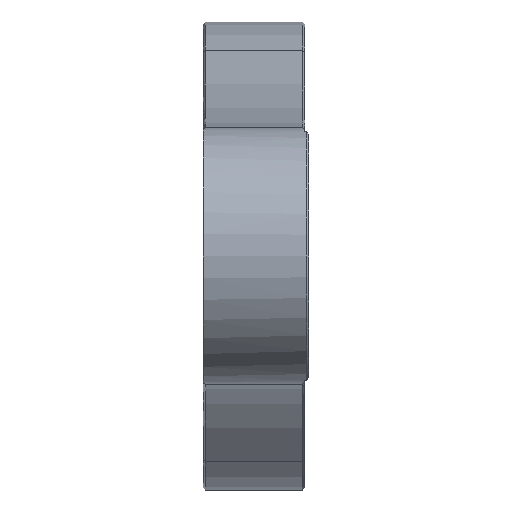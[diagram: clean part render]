
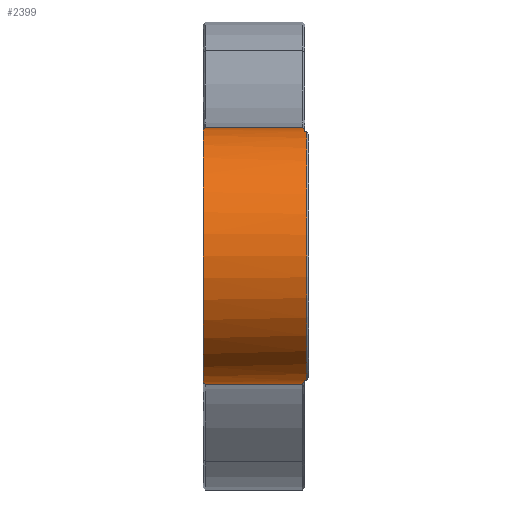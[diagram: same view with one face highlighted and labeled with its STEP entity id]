
A CAD part, left-side view. The second image highlights one B-rep face of the part: STEP entity #2399.
In plain terms, the highlighted cylindrical face has radius 14.5 mm (diameter 29 mm), a partial arc.
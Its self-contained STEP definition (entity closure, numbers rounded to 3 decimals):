
#26 = CARTESIAN_POINT ( 'NONE',  ( -56.643, 11.75, 14.496 ) ) ;
#30 = CARTESIAN_POINT ( 'NONE',  ( -56.3, 0.5, 0. ) ) ;
#34 = CIRCLE ( 'NONE', #1334, 14.5 ) ;
#67 = CARTESIAN_POINT ( 'NONE',  ( -58.126, 11.854, -14.403 ) ) ;
#94 = LINE ( 'NONE', #565, #831 ) ;
#105 = VECTOR ( 'NONE', #507, 1000. ) ;
#143 = EDGE_CURVE ( 'NONE', #2893, #1114, #2961, .T. ) ;
#176 = VERTEX_POINT ( 'NONE', #1407 ) ;
#205 = CARTESIAN_POINT ( 'NONE',  ( -56.3, 0., 0. ) ) ;
#207 = CARTESIAN_POINT ( 'NONE',  ( -56.3, 0.25, 0. ) ) ;
#243 = AXIS2_PLACEMENT_3D ( 'NONE', #658, #1661, #444 ) ;
#270 = CARTESIAN_POINT ( 'NONE',  ( -58.849, 12., -14.274 ) ) ;
#323 = EDGE_CURVE ( 'NONE', #1067, #3077, #34, .T. ) ;
#392 = EDGE_LOOP ( 'NONE', ( #1835, #1423, #412, #660, #1426, #2897, #2680, #3236, #2802, #3182, #1941, #2057 ) ) ;
#400 = CARTESIAN_POINT ( 'NONE',  ( -57.391, 0.731, 14.478 ) ) ;
#412 = ORIENTED_EDGE ( 'NONE', *, *, #1230, .T. ) ;
#432 = CIRCLE ( 'NONE', #3148, 14.5 ) ;
#444 = DIRECTION ( 'NONE',  ( 0., 0., -1. ) ) ;
#453 = VECTOR ( 'NONE', #3207, 1000. ) ;
#473 = EDGE_CURVE ( 'NONE', #1533, #1067, #956, .T. ) ;
#475 = DIRECTION ( 'NONE',  ( 0., 1., 0. ) ) ;
#507 = DIRECTION ( 'NONE',  ( 0., 1., 0. ) ) ;
#510 = CARTESIAN_POINT ( 'NONE',  ( -58.126, 0.646, -14.403 ) ) ;
#545 = CARTESIAN_POINT ( 'NONE',  ( -58.849, 0.5, -14.274 ) ) ;
#559 = DIRECTION ( 'NONE',  ( 0., 0., -1. ) ) ;
#565 = CARTESIAN_POINT ( 'NONE',  ( -56.643, 0., -14.496 ) ) ;
#572 = CARTESIAN_POINT ( 'NONE',  ( -58.849, 0.5, 14.274 ) ) ;
#640 = EDGE_CURVE ( 'NONE', #3216, #2321, #932, .T. ) ;
#658 = CARTESIAN_POINT ( 'NONE',  ( -56.3, 0.5, 0. ) ) ;
#660 = ORIENTED_EDGE ( 'NONE', *, *, #143, .T. ) ;
#711 = B_SPLINE_CURVE_WITH_KNOTS ( 'NONE', 3,
 ( #2637, #67, #1144, #1124 ),
 .UNSPECIFIED., .F., .F.,
 ( 4, 4 ),
 ( 0., 0.002 ),
 .UNSPECIFIED. ) ;
#775 = DIRECTION ( 'NONE',  ( 0., 1., 0. ) ) ;
#831 = VECTOR ( 'NONE', #2055, 1000. ) ;
#932 = B_SPLINE_CURVE_WITH_KNOTS ( 'NONE', 3,
 ( #26, #2839, #2806, #2315 ),
 .UNSPECIFIED., .F., .F.,
 ( 4, 4 ),
 ( 0., 0.002 ),
 .UNSPECIFIED. ) ;
#956 = LINE ( 'NONE', #984, #1535 ) ;
#968 = CARTESIAN_POINT ( 'NONE',  ( -59.6, 0., 14.119 ) ) ;
#973 = DIRECTION ( 'NONE',  ( 0., 0., 1. ) ) ;
#984 = CARTESIAN_POINT ( 'NONE',  ( -59.6, 0., -14.119 ) ) ;
#1000 = CARTESIAN_POINT ( 'NONE',  ( -56.643, 0., 14.496 ) ) ;
#1022 = CARTESIAN_POINT ( 'NONE',  ( -57.391, 0.731, -14.478 ) ) ;
#1040 = CARTESIAN_POINT ( 'NONE',  ( -56.3, 12., 0. ) ) ;
#1067 = VERTEX_POINT ( 'NONE', #2413 ) ;
#1076 = EDGE_CURVE ( 'NONE', #2980, #1375, #711, .T. ) ;
#1114 = VERTEX_POINT ( 'NONE', #572 ) ;
#1124 = CARTESIAN_POINT ( 'NONE',  ( -56.643, 11.75, -14.496 ) ) ;
#1143 = CARTESIAN_POINT ( 'NONE',  ( -59.6, 0.25, 14.119 ) ) ;
#1144 = CARTESIAN_POINT ( 'NONE',  ( -57.391, 11.769, -14.478 ) ) ;
#1158 = CARTESIAN_POINT ( 'NONE',  ( -58.126, 0.646, 14.403 ) ) ;
#1230 = EDGE_CURVE ( 'NONE', #3077, #2893, #2986, .T. ) ;
#1235 = DIRECTION ( 'NONE',  ( 0., 1., 0. ) ) ;
#1303 = DIRECTION ( 'NONE',  ( 0., -1., 0. ) ) ;
#1334 = AXIS2_PLACEMENT_3D ( 'NONE', #207, #1235, #2239 ) ;
#1375 = VERTEX_POINT ( 'NONE', #2527 ) ;
#1407 = CARTESIAN_POINT ( 'NONE',  ( -56.643, 0.75, -14.496 ) ) ;
#1423 = ORIENTED_EDGE ( 'NONE', *, *, #323, .T. ) ;
#1426 = ORIENTED_EDGE ( 'NONE', *, *, #1923, .T. ) ;
#1508 = DIRECTION ( 'NONE',  ( 0., -1., 0. ) ) ;
#1532 = DIRECTION ( 'NONE',  ( 0., 0., 1. ) ) ;
#1533 = VERTEX_POINT ( 'NONE', #1985 ) ;
#1535 = VECTOR ( 'NONE', #1508, 1000. ) ;
#1661 = DIRECTION ( 'NONE',  ( 0., 1., 0. ) ) ;
#1684 = CARTESIAN_POINT ( 'NONE',  ( -58.849, 0.5, 14.274 ) ) ;
#1767 = CARTESIAN_POINT ( 'NONE',  ( -59.6, 0.5, 14.119 ) ) ;
#1820 = B_SPLINE_CURVE_WITH_KNOTS ( 'NONE', 3,
 ( #1684, #1158, #400, #3235 ),
 .UNSPECIFIED., .F., .F.,
 ( 4, 4 ),
 ( 0., 0.002 ),
 .UNSPECIFIED. ) ;
#1835 = ORIENTED_EDGE ( 'NONE', *, *, #473, .T. ) ;
#1923 = EDGE_CURVE ( 'NONE', #1114, #2191, #1820, .T. ) ;
#1941 = ORIENTED_EDGE ( 'NONE', *, *, #2502, .T. ) ;
#1943 = VERTEX_POINT ( 'NONE', #2426 ) ;
#1947 = CARTESIAN_POINT ( 'NONE',  ( -56.643, 11.75, 14.496 ) ) ;
#1985 = CARTESIAN_POINT ( 'NONE',  ( -59.6, 0.5, -14.119 ) ) ;
#2026 = AXIS2_PLACEMENT_3D ( 'NONE', #30, #775, #559 ) ;
#2055 = DIRECTION ( 'NONE',  ( 0., 1., 0. ) ) ;
#2057 = ORIENTED_EDGE ( 'NONE', *, *, #2487, .T. ) ;
#2191 = VERTEX_POINT ( 'NONE', #3099 ) ;
#2205 = EDGE_CURVE ( 'NONE', #176, #1375, #94, .T. ) ;
#2239 = DIRECTION ( 'NONE',  ( 0., 0., 1. ) ) ;
#2252 = CARTESIAN_POINT ( 'NONE',  ( -58.849, 12., 14.274 ) ) ;
#2315 = CARTESIAN_POINT ( 'NONE',  ( -58.849, 12., 14.274 ) ) ;
#2321 = VERTEX_POINT ( 'NONE', #2252 ) ;
#2343 = AXIS2_PLACEMENT_3D ( 'NONE', #205, #475, #973 ) ;
#2399 = ADVANCED_FACE ( 'NONE', ( #2993 ), #2742, .T. ) ;
#2413 = CARTESIAN_POINT ( 'NONE',  ( -59.6, 0.25, -14.119 ) ) ;
#2426 = CARTESIAN_POINT ( 'NONE',  ( -58.849, 0.5, -14.274 ) ) ;
#2433 = EDGE_CURVE ( 'NONE', #2321, #2980, #432, .T. ) ;
#2487 = EDGE_CURVE ( 'NONE', #1943, #1533, #2559, .T. ) ;
#2502 = EDGE_CURVE ( 'NONE', #176, #1943, #2896, .T. ) ;
#2527 = CARTESIAN_POINT ( 'NONE',  ( -56.643, 11.75, -14.496 ) ) ;
#2559 = CIRCLE ( 'NONE', #2026, 14.5 ) ;
#2637 = CARTESIAN_POINT ( 'NONE',  ( -58.849, 12., -14.274 ) ) ;
#2680 = ORIENTED_EDGE ( 'NONE', *, *, #640, .T. ) ;
#2742 = CYLINDRICAL_SURFACE ( 'NONE', #2343, 14.5 ) ;
#2790 = LINE ( 'NONE', #1000, #105 ) ;
#2802 = ORIENTED_EDGE ( 'NONE', *, *, #1076, .T. ) ;
#2806 = CARTESIAN_POINT ( 'NONE',  ( -58.126, 11.854, 14.403 ) ) ;
#2839 = CARTESIAN_POINT ( 'NONE',  ( -57.391, 11.769, 14.478 ) ) ;
#2893 = VERTEX_POINT ( 'NONE', #1767 ) ;
#2896 = B_SPLINE_CURVE_WITH_KNOTS ( 'NONE', 3,
 ( #3042, #1022, #510, #545 ),
 .UNSPECIFIED., .F., .F.,
 ( 4, 4 ),
 ( 0., 0.002 ),
 .UNSPECIFIED. ) ;
#2897 = ORIENTED_EDGE ( 'NONE', *, *, #2944, .T. ) ;
#2944 = EDGE_CURVE ( 'NONE', #2191, #3216, #2790, .T. ) ;
#2961 = CIRCLE ( 'NONE', #243, 14.5 ) ;
#2980 = VERTEX_POINT ( 'NONE', #270 ) ;
#2986 = LINE ( 'NONE', #968, #453 ) ;
#2993 = FACE_OUTER_BOUND ( 'NONE', #392, .T. ) ;
#3042 = CARTESIAN_POINT ( 'NONE',  ( -56.643, 0.75, -14.496 ) ) ;
#3077 = VERTEX_POINT ( 'NONE', #1143 ) ;
#3099 = CARTESIAN_POINT ( 'NONE',  ( -56.643, 0.75, 14.496 ) ) ;
#3148 = AXIS2_PLACEMENT_3D ( 'NONE', #1040, #1303, #1532 ) ;
#3182 = ORIENTED_EDGE ( 'NONE', *, *, #2205, .F. ) ;
#3207 = DIRECTION ( 'NONE',  ( 0., 1., 0. ) ) ;
#3216 = VERTEX_POINT ( 'NONE', #1947 ) ;
#3235 = CARTESIAN_POINT ( 'NONE',  ( -56.643, 0.75, 14.496 ) ) ;
#3236 = ORIENTED_EDGE ( 'NONE', *, *, #2433, .T. ) ;
